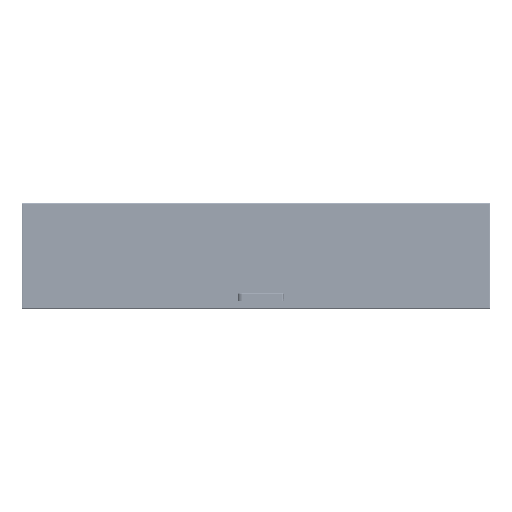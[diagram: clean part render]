
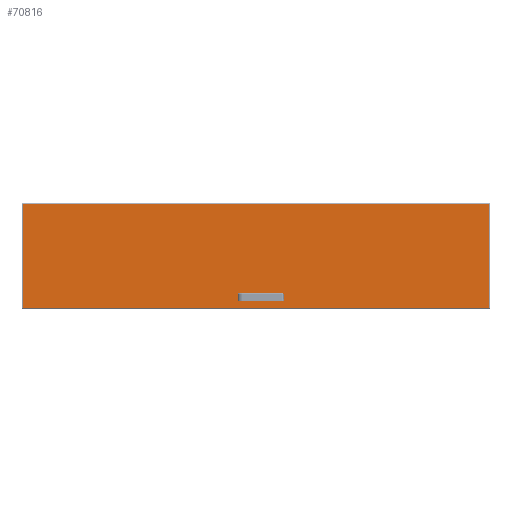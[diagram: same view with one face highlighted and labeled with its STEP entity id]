
A CAD part, top view. The second image highlights one B-rep face of the part: STEP entity #70816.
In plain terms, the highlighted planar face has unit normal (0, 0, 1).
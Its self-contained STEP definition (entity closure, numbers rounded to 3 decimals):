
#12242 = DIRECTION ( 'NONE',  ( 0., 1., 0. ) ) ;
#12267 = CARTESIAN_POINT ( 'NONE',  ( 973.9, -218., 2. ) ) ;
#12272 = DIRECTION ( 'NONE',  ( -1., 0., 0. ) ) ;
#12322 = CARTESIAN_POINT ( 'NONE',  ( 973.9, 217.9, 2. ) ) ;
#12327 = DIRECTION ( 'NONE',  ( 0., -1., 0. ) ) ;
#12333 = CARTESIAN_POINT ( 'NONE',  ( -973.9, 218., 2. ) ) ;
#12340 = DIRECTION ( 'NONE',  ( 1., 0., 0. ) ) ;
#12356 = CARTESIAN_POINT ( 'NONE',  ( -973.9, -217.9, 2. ) ) ;
#12363 = DIRECTION ( 'NONE',  ( 1., 0., 0. ) ) ;
#12380 = CARTESIAN_POINT ( 'NONE',  ( 37.662, -177., 2. ) ) ;
#12384 = DIRECTION ( 'NONE',  ( 1., 0., 0. ) ) ;
#12387 = CARTESIAN_POINT ( 'NONE',  ( -14.338, -177., 2. ) ) ;
#12428 = DIRECTION ( 'NONE',  ( -1., 0., 0. ) ) ;
#12431 = DIRECTION ( 'NONE',  ( 0., 0., 1. ) ) ;
#12433 = CARTESIAN_POINT ( 'NONE',  ( 54.3, -172.5, 2. ) ) ;
#12448 = DIRECTION ( 'NONE',  ( -1., 0., 0. ) ) ;
#12450 = DIRECTION ( 'NONE',  ( 0., 0., 1. ) ) ;
#12458 = CARTESIAN_POINT ( 'NONE',  ( 26., -172.5, 2. ) ) ;
#12471 = DIRECTION ( 'NONE',  ( -1., 0., 0. ) ) ;
#12475 = CARTESIAN_POINT ( 'NONE',  ( 37.662, -168., 2. ) ) ;
#12511 = DIRECTION ( 'NONE',  ( -1., 0., 0. ) ) ;
#12512 = DIRECTION ( 'NONE',  ( 0., 0., 1. ) ) ;
#12514 = CARTESIAN_POINT ( 'NONE',  ( 26., -172.5, 2. ) ) ;
#12536 = DIRECTION ( 'NONE',  ( -1., 0., 0. ) ) ;
#12540 = CARTESIAN_POINT ( 'NONE',  ( -37.662, -168., 2. ) ) ;
#12555 = DIRECTION ( 'NONE',  ( 1., 0., 0. ) ) ;
#12556 = DIRECTION ( 'NONE',  ( 0., 0., 1. ) ) ;
#12558 = CARTESIAN_POINT ( 'NONE',  ( -26., -172.5, 2. ) ) ;
#12575 = DIRECTION ( 'NONE',  ( 1., 0., 0. ) ) ;
#12579 = CARTESIAN_POINT ( 'NONE',  ( -37.662, -177., 2. ) ) ;
#12592 = DIRECTION ( 'NONE',  ( 1., 0., 0. ) ) ;
#12594 = DIRECTION ( 'NONE',  ( 0., 0., 1. ) ) ;
#12598 = CARTESIAN_POINT ( 'NONE',  ( -54.3, -172.5, 2. ) ) ;
#12639 = DIRECTION ( 'NONE',  ( -1., 0., 0. ) ) ;
#12650 = CARTESIAN_POINT ( 'NONE',  ( -14.338, -168., 2. ) ) ;
#12654 = DIRECTION ( 'NONE',  ( 1., 0., 0. ) ) ;
#12660 = DIRECTION ( 'NONE',  ( 0., 0., 1. ) ) ;
#12662 = CARTESIAN_POINT ( 'NONE',  ( -26., -172.5, 2. ) ) ;
#13541 = DIRECTION ( 'NONE',  ( -1., 0., 0. ) ) ;
#13542 = DIRECTION ( 'NONE',  ( 0., 0., 1. ) ) ;
#13543 = CARTESIAN_POINT ( 'NONE',  ( 54.3, -172.5, 2. ) ) ;
#21211 = VECTOR ( 'NONE', #12242, 1000. ) ;
#21214 = VECTOR ( 'NONE', #12272, 1000. ) ;
#21220 = LINE ( 'NONE', #12322, #21214 ) ;
#21223 = LINE ( 'NONE', #12333, #21234 ) ;
#21231 = LINE ( 'NONE', #12356, #21246 ) ;
#21234 = VECTOR ( 'NONE', #12327, 1000. ) ;
#21237 = VECTOR ( 'NONE', #12363, 1000. ) ;
#21240 = LINE ( 'NONE', #12267, #21211 ) ;
#21243 = CIRCLE ( 'NONE', #80708, 4.5 ) ;
#21246 = VECTOR ( 'NONE', #12340, 1000. ) ;
#21250 = CIRCLE ( 'NONE', #80712, 12.5 ) ;
#21253 = LINE ( 'NONE', #12380, #21237 ) ;
#21255 = VECTOR ( 'NONE', #12384, 1000. ) ;
#21259 = CIRCLE ( 'NONE', #80718, 12.5 ) ;
#21266 = LINE ( 'NONE', #12387, #21255 ) ;
#21269 = CIRCLE ( 'NONE', #80735, 12.5 ) ;
#21276 = LINE ( 'NONE', #12475, #21285 ) ;
#21279 = CIRCLE ( 'NONE', #80738, 4.5 ) ;
#21282 = VECTOR ( 'NONE', #12536, 1000. ) ;
#21285 = VECTOR ( 'NONE', #12471, 1000. ) ;
#21292 = LINE ( 'NONE', #12540, #21282 ) ;
#21295 = CIRCLE ( 'NONE', #80743, 12.5 ) ;
#21297 = VECTOR ( 'NONE', #12575, 1000. ) ;
#21303 = VECTOR ( 'NONE', #12639, 1000. ) ;
#21309 = LINE ( 'NONE', #12650, #21303 ) ;
#21318 = LINE ( 'NONE', #12579, #21297 ) ;
#21578 = CIRCLE ( 'NONE', #81026, 4.5 ) ;
#40476 = EDGE_CURVE ( 'NONE', #52517, #52518, #21578, .T. ) ;
#40812 = EDGE_CURVE ( 'NONE', #52646, #52644, #21295, .T. ) ;
#40817 = EDGE_CURVE ( 'NONE', #52648, #52646, #21309, .T. ) ;
#40828 = EDGE_CURVE ( 'NONE', #52642, #52639, #21279, .T. ) ;
#40833 = EDGE_CURVE ( 'NONE', #52639, #52636, #21318, .T. ) ;
#40839 = EDGE_CURVE ( 'NONE', #52636, #52638, #21269, .T. ) ;
#40844 = EDGE_CURVE ( 'NONE', #52644, #52642, #21292, .T. ) ;
#40850 = EDGE_CURVE ( 'NONE', #52652, #52648, #21259, .T. ) ;
#40855 = EDGE_CURVE ( 'NONE', #52518, #52652, #21276, .T. ) ;
#40860 = EDGE_CURVE ( 'NONE', #52667, #52663, #21250, .T. ) ;
#40865 = EDGE_CURVE ( 'NONE', #52655, #52517, #21243, .T. ) ;
#40870 = EDGE_CURVE ( 'NONE', #52638, #52667, #21266, .T. ) ;
#40877 = EDGE_CURVE ( 'NONE', #52663, #52655, #21253, .T. ) ;
#40882 = EDGE_CURVE ( 'NONE', #52670, #52672, #21231, .T. ) ;
#40887 = EDGE_CURVE ( 'NONE', #52669, #52670, #21223, .T. ) ;
#40893 = EDGE_CURVE ( 'NONE', #52677, #52669, #21220, .T. ) ;
#40898 = EDGE_CURVE ( 'NONE', #52672, #52677, #21240, .T. ) ;
#41403 = AXIS2_PLACEMENT_3D ( 'NONE', #64166, #64833, #64311 ) ;
#52517 = VERTEX_POINT ( 'NONE', #85965 ) ;
#52518 = VERTEX_POINT ( 'NONE', #85389 ) ;
#52636 = VERTEX_POINT ( 'NONE', #85172 ) ;
#52638 = VERTEX_POINT ( 'NONE', #85889 ) ;
#52639 = VERTEX_POINT ( 'NONE', #85894 ) ;
#52642 = VERTEX_POINT ( 'NONE', #85178 ) ;
#52644 = VERTEX_POINT ( 'NONE', #85169 ) ;
#52646 = VERTEX_POINT ( 'NONE', #85167 ) ;
#52648 = VERTEX_POINT ( 'NONE', #85170 ) ;
#52652 = VERTEX_POINT ( 'NONE', #85162 ) ;
#52655 = VERTEX_POINT ( 'NONE', #85150 ) ;
#52663 = VERTEX_POINT ( 'NONE', #85883 ) ;
#52667 = VERTEX_POINT ( 'NONE', #85157 ) ;
#52669 = VERTEX_POINT ( 'NONE', #85144 ) ;
#52670 = VERTEX_POINT ( 'NONE', #85142 ) ;
#52672 = VERTEX_POINT ( 'NONE', #85147 ) ;
#52677 = VERTEX_POINT ( 'NONE', #85880 ) ;
#64166 = CARTESIAN_POINT ( 'NONE',  ( -974., -218., 2. ) ) ;
#64311 = DIRECTION ( 'NONE',  ( 1., 0., 0. ) ) ;
#64833 = DIRECTION ( 'NONE',  ( 0., 0., 1. ) ) ;
#64834 = PLANE ( 'NONE',  #41403 ) ;
#70816 = ADVANCED_FACE ( 'NONE', ( #71500, #71498 ), #64834, .T. ) ;
#71498 = FACE_OUTER_BOUND ( 'NONE', #78671, .T. ) ;
#71500 = FACE_BOUND ( 'NONE', #78622, .T. ) ;
#73813 = ORIENTED_EDGE ( 'NONE', *, *, #40839, .F. ) ;
#73814 = ORIENTED_EDGE ( 'NONE', *, *, #40833, .F. ) ;
#73815 = ORIENTED_EDGE ( 'NONE', *, *, #40828, .F. ) ;
#73816 = ORIENTED_EDGE ( 'NONE', *, *, #40844, .F. ) ;
#73817 = ORIENTED_EDGE ( 'NONE', *, *, #40812, .F. ) ;
#73818 = ORIENTED_EDGE ( 'NONE', *, *, #40817, .F. ) ;
#73819 = ORIENTED_EDGE ( 'NONE', *, *, #40850, .F. ) ;
#73820 = ORIENTED_EDGE ( 'NONE', *, *, #40855, .F. ) ;
#73821 = ORIENTED_EDGE ( 'NONE', *, *, #40476, .F. ) ;
#73822 = ORIENTED_EDGE ( 'NONE', *, *, #40865, .F. ) ;
#73823 = ORIENTED_EDGE ( 'NONE', *, *, #40877, .F. ) ;
#73824 = ORIENTED_EDGE ( 'NONE', *, *, #40860, .F. ) ;
#73825 = ORIENTED_EDGE ( 'NONE', *, *, #40870, .F. ) ;
#73826 = ORIENTED_EDGE ( 'NONE', *, *, #40887, .T. ) ;
#73827 = ORIENTED_EDGE ( 'NONE', *, *, #40882, .T. ) ;
#73828 = ORIENTED_EDGE ( 'NONE', *, *, #40898, .T. ) ;
#73829 = ORIENTED_EDGE ( 'NONE', *, *, #40893, .T. ) ;
#78622 = EDGE_LOOP ( 'NONE', ( #73813, #73814, #73815, #73816, #73817, #73818, #73819, #73820, #73821, #73822, #73823, #73824, #73825 ) ) ;
#78671 = EDGE_LOOP ( 'NONE', ( #73826, #73827, #73828, #73829 ) ) ;
#80708 = AXIS2_PLACEMENT_3D ( 'NONE', #12433, #12431, #12428 ) ;
#80712 = AXIS2_PLACEMENT_3D ( 'NONE', #12458, #12450, #12448 ) ;
#80718 = AXIS2_PLACEMENT_3D ( 'NONE', #12514, #12512, #12511 ) ;
#80735 = AXIS2_PLACEMENT_3D ( 'NONE', #12558, #12556, #12555 ) ;
#80738 = AXIS2_PLACEMENT_3D ( 'NONE', #12598, #12594, #12592 ) ;
#80743 = AXIS2_PLACEMENT_3D ( 'NONE', #12662, #12660, #12654 ) ;
#81026 = AXIS2_PLACEMENT_3D ( 'NONE', #13543, #13542, #13541 ) ;
#85142 = CARTESIAN_POINT ( 'NONE',  ( -973.9, -217.9, 2. ) ) ;
#85144 = CARTESIAN_POINT ( 'NONE',  ( -973.9, 217.9, 2. ) ) ;
#85147 = CARTESIAN_POINT ( 'NONE',  ( 973.9, -217.9, 2. ) ) ;
#85150 = CARTESIAN_POINT ( 'NONE',  ( 54.3, -177., 2. ) ) ;
#85157 = CARTESIAN_POINT ( 'NONE',  ( 14.338, -177., 2. ) ) ;
#85162 = CARTESIAN_POINT ( 'NONE',  ( 37.662, -168., 2. ) ) ;
#85167 = CARTESIAN_POINT ( 'NONE',  ( -14.338, -168., 2. ) ) ;
#85169 = CARTESIAN_POINT ( 'NONE',  ( -37.662, -168., 2. ) ) ;
#85170 = CARTESIAN_POINT ( 'NONE',  ( 14.338, -168., 2. ) ) ;
#85172 = CARTESIAN_POINT ( 'NONE',  ( -37.662, -177., 2. ) ) ;
#85178 = CARTESIAN_POINT ( 'NONE',  ( -54.3, -168., 2. ) ) ;
#85389 = CARTESIAN_POINT ( 'NONE',  ( 54.3, -168., 2. ) ) ;
#85880 = CARTESIAN_POINT ( 'NONE',  ( 973.9, 217.9, 2. ) ) ;
#85883 = CARTESIAN_POINT ( 'NONE',  ( 37.662, -177., 2. ) ) ;
#85889 = CARTESIAN_POINT ( 'NONE',  ( -14.338, -177., 2. ) ) ;
#85894 = CARTESIAN_POINT ( 'NONE',  ( -54.3, -177., 2. ) ) ;
#85965 = CARTESIAN_POINT ( 'NONE',  ( 58.8, -172.5, 2. ) ) ;
